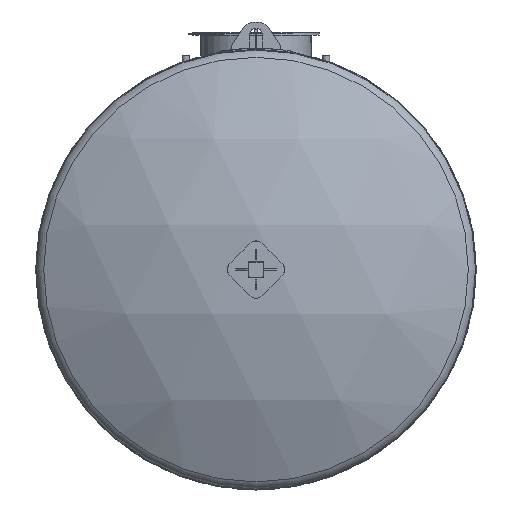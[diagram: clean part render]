
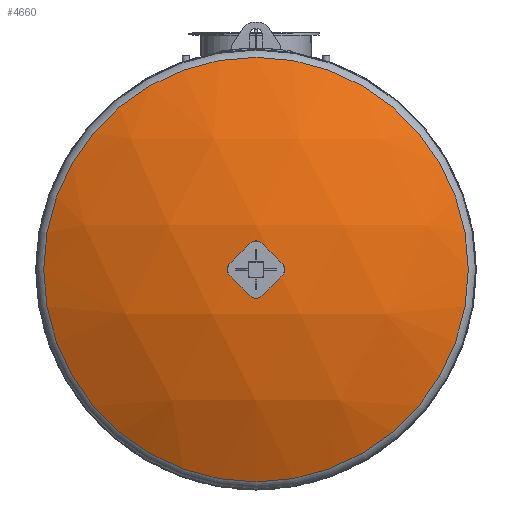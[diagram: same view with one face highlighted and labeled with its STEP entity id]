
A CAD part, left-side view. The second image highlights one B-rep face of the part: STEP entity #4660.
In plain terms, the highlighted spherical face has radius 2515 mm.
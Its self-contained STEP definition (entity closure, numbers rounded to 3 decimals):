
#33=SPHERICAL_SURFACE('',#5121,2515.);
#1228=FACE_OUTER_BOUND('',#1487,.T.);
#1487=EDGE_LOOP('',(#3455));
#1721=CIRCLE('',#5119,1208.955);
#2012=VERTEX_POINT('',#7550);
#2594=EDGE_CURVE('',#2012,#2012,#1721,.T.);
#3455=ORIENTED_EDGE('',*,*,#2594,.T.);
#4660=ADVANCED_FACE('',(#1228),#33,.T.);
#5119=AXIS2_PLACEMENT_3D('',#7551,#5908,#5909);
#5121=AXIS2_PLACEMENT_3D('',#7553,#5912,#5913);
#5908=DIRECTION('center_axis',(-1.,0.,0.));
#5909=DIRECTION('ref_axis',(0.,-1.,0.));
#5912=DIRECTION('center_axis',(0.,0.,1.));
#5913=DIRECTION('ref_axis',(0.,-1.,0.));
#7550=CARTESIAN_POINT('',(-110.251,0.,1208.955));
#7551=CARTESIAN_POINT('Origin',(-110.251,0.,0.));
#7553=CARTESIAN_POINT('Origin',(2095.118,0.,0.));
